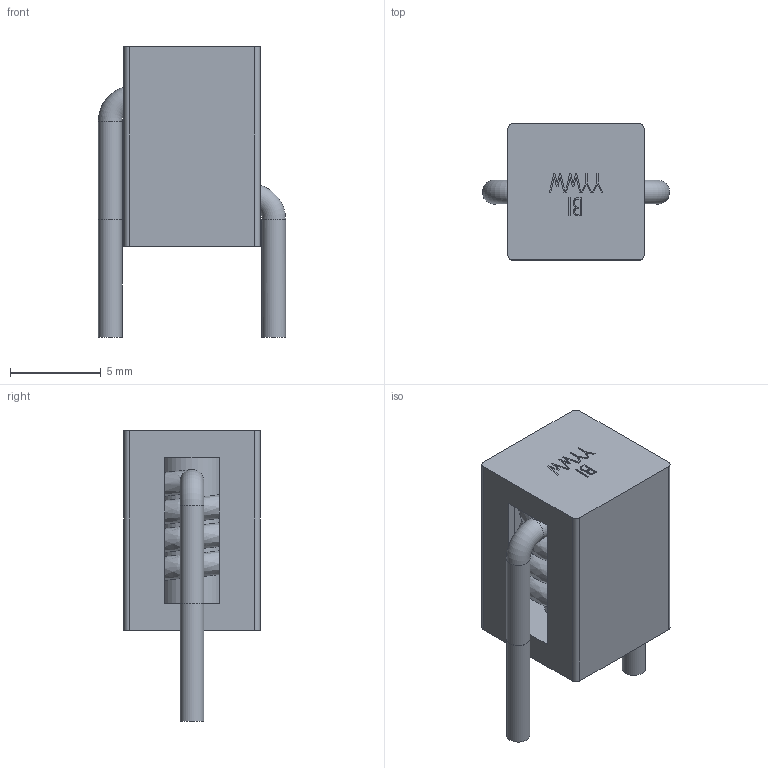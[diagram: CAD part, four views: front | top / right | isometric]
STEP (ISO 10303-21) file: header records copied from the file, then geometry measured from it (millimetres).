
FILE_DESCRIPTION(/* description */ ('Unknown'),/* implementation_level */ '2;1');
FILE_NAME(/* name */ 'HM55-12R40LF',/* time_stamp */ '2021-11-25T17:37:52+08:00',/* author */ ('Unknown'),/* organization */ ('Unknown'),/* preprocessor_version */ 'ST-DEVELOPER v16.7',/* originating_system */ 'Solid Edge',/* authorisation */ 'Unknown');
FILE_SCHEMA (('AUTOMOTIVE_DESIGN {1 0 10303 214 3 1 1}'));
Length unit declared in the file: millimetre
Products named in the file (1): HM55-12R40LF
Bounding box: 10.3 x 7.5 x 16 mm (x, y, z)
Volume: 436.8 mm3; surface area: 1050.2 mm2
Topology: 2 solids, 2 shells, 106 faces, 268 edges, 176 vertices
Faces by surface type: plane 85, cylinder 11, bspline 8, torus 2
Full cylindrical faces by diameter (mm): 1 x1, 1.3 x5, 3.5 x1
Entity records: 4257 total; most frequent: CARTESIAN_POINT 1121, ORIENTED_EDGE 512, DIRECTION 407, EDGE_CURVE 256, VERTEX_POINT 174, LINE 163, VECTOR 163, EDGE_LOOP 130
